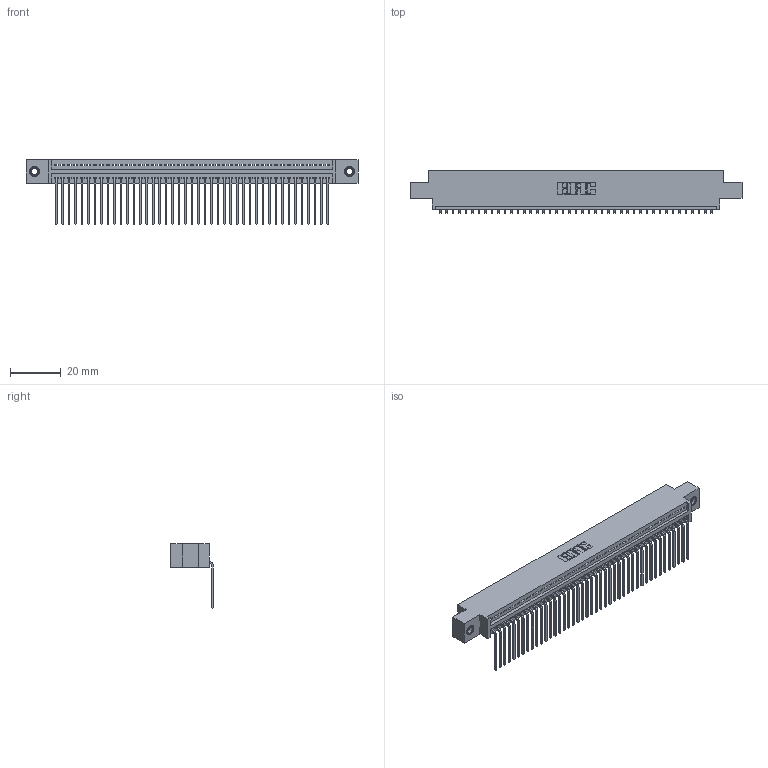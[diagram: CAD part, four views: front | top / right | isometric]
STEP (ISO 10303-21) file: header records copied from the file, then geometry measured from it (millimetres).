
FILE_DESCRIPTION (( 'STEP AP203' ), '1' );
FILE_NAME ('395-043-559-607.STEP', '2018-11-15T17:29:53', ( '' ), ( '' ), 'SwSTEP 2.0', 'SolidWorks 2016', '' );
FILE_SCHEMA (( 'CONFIG_CONTROL_DESIGN' ));
Length unit declared in the file: inch
Products named in the file (4): 395-043-559-607; 345-250-001_345-250-005-103; 345 Part_0.170 Offset - 0.156 Dia-TI; 345-292-001_558 559 Tail - 1
Assembly tree (46 placements, depth 2):
  395-043-559-607
    345 Part_0.170 Offset - 0.156 Dia-TI
    345-292-001_558 559 Tail - 1  x43
    345-250-001_345-250-005-103  x2
Bounding box: 130.43 x 16.75 x 25.53 mm (x, y, z)
Volume: 12412.8 mm3; surface area: 17510.1 mm2
Topology: 46 solids, 46 shells, 2770 faces, 8315 edges, 5478 vertices
Faces by surface type: plane 1922, cylinder 832, cone 12, torus 4
Entity records: 33630 total; most frequent: CARTESIAN_POINT 5808, ORIENTED_EDGE 5778, DIRECTION 5097, EDGE_CURVE 2889, VECTOR 2565, LINE 2565, VERTEX_POINT 1920, AXIS2_PLACEMENT_3D 1266
